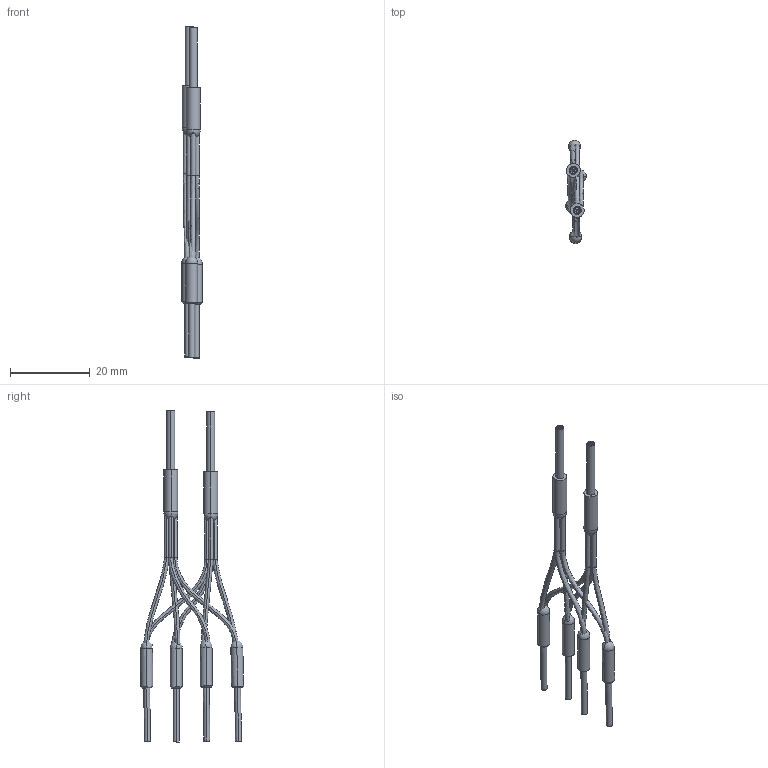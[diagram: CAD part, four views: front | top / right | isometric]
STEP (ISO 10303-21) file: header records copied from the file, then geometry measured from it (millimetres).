
FILE_DESCRIPTION (( 'STEP AP214' ), '1' );
FILE_NAME ('PD-S4Q3-30.STEP', '2015-09-24T09:03:56', ( '' ), ( '' ), 'SwSTEP 2.0', 'SolidWorks 2013', '' );
FILE_SCHEMA (( 'AUTOMOTIVE_DESIGN' ));
Length unit declared in the file: millimetre
Products named in the file (3): 新增光纤-一拖四发光管; 新增光纤-尾插四线; PD-S4Q3-30
Assembly tree (6 placements, depth 2):
  PD-S4Q3-30
    新增光纤-尾插四线  x2
    新增光纤-一拖四发光管  x4
Bounding box: 5.1 x 25.82 x 83.19 mm (x, y, z)
Volume: 1054.9 mm3; surface area: 2245.8 mm2
Topology: 6 solids, 6 shells, 162 faces, 328 edges, 198 vertices
Faces by surface type: cylinder 84, plane 42, bspline 16, torus 12, cone 8
Entity records: 2964 total; most frequent: CARTESIAN_POINT 1025, DIRECTION 300, ORIENTED_EDGE 244, AXIS2_PLACEMENT_3D 133, EDGE_CURVE 122, VERTEX_POINT 76, EDGE_LOOP 74, CIRCLE 70
